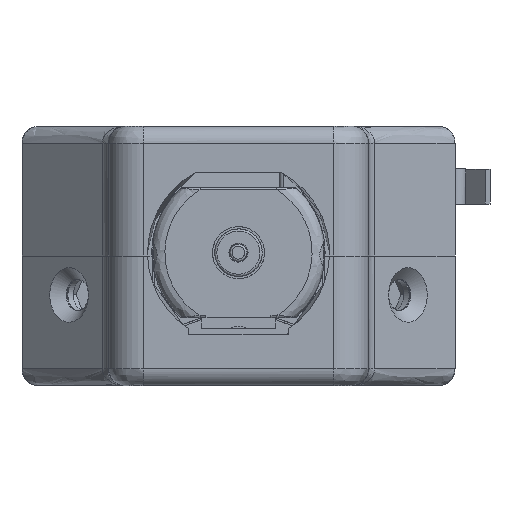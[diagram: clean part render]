
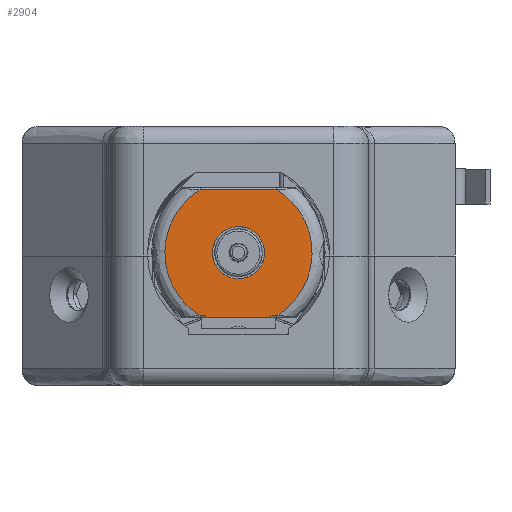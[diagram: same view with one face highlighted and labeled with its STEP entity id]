
A CAD part, front view. The second image highlights one B-rep face of the part: STEP entity #2904.
In plain terms, the highlighted free-form (B-spline) face has degree [1, 1] with [2, 2] control points.
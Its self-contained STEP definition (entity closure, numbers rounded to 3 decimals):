
#34 = VERTEX_POINT('',#35);
#35 = CARTESIAN_POINT('',(3.734,-60.65,0.478)
  );
#40 = EDGE_CURVE('',#34,#34,#41,.T.);
#41 = ( BOUNDED_CURVE() B_SPLINE_CURVE(2,(#42,#43,#44,#45,#46,#47,#48),
.UNSPECIFIED.,.T.,.F.) B_SPLINE_CURVE_WITH_KNOTS((1,2,2,2,2,1),(
    -2.094,0.,2.094,4.189,6.283,
8.378),.UNSPECIFIED.) CURVE() GEOMETRIC_REPRESENTATION_ITEM() 
RATIONAL_B_SPLINE_CURVE((1.,0.5,1.,0.5,1.,0.5,1.)) REPRESENTATION_ITEM(
  '') );
#42 = CARTESIAN_POINT('',(3.734,-60.65,0.478)
  );
#43 = CARTESIAN_POINT('',(3.734,-60.65,-6.004
    ));
#44 = CARTESIAN_POINT('',(-1.88,-60.65,
    -2.763));
#45 = CARTESIAN_POINT('',(-7.494,-60.65,0.478
    ));
#46 = CARTESIAN_POINT('',(-1.88,-60.65,3.72
    ));
#47 = CARTESIAN_POINT('',(3.734,-60.65,6.961)
  );
#48 = CARTESIAN_POINT('',(3.734,-60.65,0.478)
  );
#2881 = VERTEX_POINT('',#2882);
#2882 = CARTESIAN_POINT('',(-4.687,-60.65,
    -8.878));
#2887 = EDGE_CURVE('',#2888,#2881,#2890,.T.);
#2888 = VERTEX_POINT('',#2889);
#2889 = CARTESIAN_POINT('',(-4.687,-60.65,
    -8.566));
#2890 = B_SPLINE_CURVE_WITH_KNOTS('',1,(#2891,#2892),.UNSPECIFIED.,.F.,
  .F.,(2,2),(0.,0.25),.PIECEWISE_BEZIER_KNOTS.);
#2891 = CARTESIAN_POINT('',(-4.687,-60.65,
    -8.566));
#2892 = CARTESIAN_POINT('',(-4.687,-60.65,
    -8.878));
#2904 = ADVANCED_FACE('',(#2905,#2957),#2960,.T.);
#2905 = FACE_BOUND('',#2906,.T.);
#2906 = EDGE_LOOP('',(#2907,#2914,#2921,#2928,#2936,#2943,#2951,#2956));
#2907 = ORIENTED_EDGE('',*,*,#2908,.T.);
#2908 = EDGE_CURVE('',#2881,#2909,#2911,.T.);
#2909 = VERTEX_POINT('',#2910);
#2910 = CARTESIAN_POINT('',(4.67,-60.65,
    -8.878));
#2911 = B_SPLINE_CURVE_WITH_KNOTS('',1,(#2912,#2913),.UNSPECIFIED.,.F.,
  .F.,(2,2),(0.,7.5),.PIECEWISE_BEZIER_KNOTS.);
#2912 = CARTESIAN_POINT('',(-4.687,-60.65,
    -8.878));
#2913 = CARTESIAN_POINT('',(4.67,-60.65,
    -8.878));
#2914 = ORIENTED_EDGE('',*,*,#2915,.T.);
#2915 = EDGE_CURVE('',#2909,#2916,#2918,.T.);
#2916 = VERTEX_POINT('',#2917);
#2917 = CARTESIAN_POINT('',(4.67,-60.65,
    -8.566));
#2918 = B_SPLINE_CURVE_WITH_KNOTS('',1,(#2919,#2920),.UNSPECIFIED.,.F.,
  .F.,(2,2),(0.,0.25),.PIECEWISE_BEZIER_KNOTS.);
#2919 = CARTESIAN_POINT('',(4.67,-60.65,
    -8.878));
#2920 = CARTESIAN_POINT('',(4.67,-60.65,
    -8.566));
#2921 = ORIENTED_EDGE('',*,*,#2922,.F.);
#2922 = EDGE_CURVE('',#2923,#2916,#2925,.T.);
#2923 = VERTEX_POINT('',#2924);
#2924 = CARTESIAN_POINT('',(5.527,-60.65,
    -8.566));
#2925 = B_SPLINE_CURVE_WITH_KNOTS('',1,(#2926,#2927),.UNSPECIFIED.,.F.,
  .F.,(2,2),(0.,0.687),.PIECEWISE_BEZIER_KNOTS.);
#2926 = CARTESIAN_POINT('',(5.527,-60.65,
    -8.566));
#2927 = CARTESIAN_POINT('',(4.67,-60.65,
    -8.566));
#2928 = ORIENTED_EDGE('',*,*,#2929,.F.);
#2929 = EDGE_CURVE('',#2930,#2923,#2932,.T.);
#2930 = VERTEX_POINT('',#2931);
#2931 = CARTESIAN_POINT('',(5.527,-60.65,
    9.523));
#2932 = ( BOUNDED_CURVE() B_SPLINE_CURVE(2,(#2933,#2934,#2935),
.UNSPECIFIED.,.F.,.F.) B_SPLINE_CURVE_WITH_KNOTS((3,3),(4.24,
6.283),.PIECEWISE_BEZIER_KNOTS.) CURVE() 
GEOMETRIC_REPRESENTATION_ITEM() RATIONAL_B_SPLINE_CURVE((1.,
0.522,1.)) REPRESENTATION_ITEM('') );
#2933 = CARTESIAN_POINT('',(5.527,-60.65,
    9.523));
#2934 = CARTESIAN_POINT('',(20.305,-60.65,
    0.478));
#2935 = CARTESIAN_POINT('',(5.527,-60.65,
    -8.566));
#2936 = ORIENTED_EDGE('',*,*,#2937,.F.);
#2937 = EDGE_CURVE('',#2938,#2930,#2940,.T.);
#2938 = VERTEX_POINT('',#2939);
#2939 = CARTESIAN_POINT('',(-5.544,-60.65,
    9.523));
#2940 = B_SPLINE_CURVE_WITH_KNOTS('',1,(#2941,#2942),.UNSPECIFIED.,.F.,
  .F.,(2,2),(0.,8.874),.PIECEWISE_BEZIER_KNOTS.);
#2941 = CARTESIAN_POINT('',(-5.544,-60.65,
    9.523));
#2942 = CARTESIAN_POINT('',(5.527,-60.65,
    9.523));
#2943 = ORIENTED_EDGE('',*,*,#2944,.F.);
#2944 = EDGE_CURVE('',#2945,#2938,#2947,.T.);
#2945 = VERTEX_POINT('',#2946);
#2946 = CARTESIAN_POINT('',(-5.544,-60.65,
    -8.568));
#2947 = ( BOUNDED_CURVE() B_SPLINE_CURVE(2,(#2948,#2949,#2950),
.UNSPECIFIED.,.F.,.F.) B_SPLINE_CURVE_WITH_KNOTS((3,3),(4.24,
6.283),.PIECEWISE_BEZIER_KNOTS.) CURVE() 
GEOMETRIC_REPRESENTATION_ITEM() RATIONAL_B_SPLINE_CURVE((1.,
0.522,1.)) REPRESENTATION_ITEM('') );
#2948 = CARTESIAN_POINT('',(-5.543,-60.65,
    -8.567));
#2949 = CARTESIAN_POINT('',(-20.324,-60.65,0.477
    ));
#2950 = CARTESIAN_POINT('',(-5.544,-60.65,
    9.523));
#2951 = ORIENTED_EDGE('',*,*,#2952,.F.);
#2952 = EDGE_CURVE('',#2888,#2945,#2953,.T.);
#2953 = B_SPLINE_CURVE_WITH_KNOTS('',1,(#2954,#2955),.UNSPECIFIED.,.F.,
  .F.,(2,2),(0.,0.687),.PIECEWISE_BEZIER_KNOTS.);
#2954 = CARTESIAN_POINT('',(-4.687,-60.65,
    -8.566));
#2955 = CARTESIAN_POINT('',(-5.544,-60.65,
    -8.566));
#2956 = ORIENTED_EDGE('',*,*,#2887,.T.);
#2957 = FACE_BOUND('',#2958,.T.);
#2958 = EDGE_LOOP('',(#2959));
#2959 = ORIENTED_EDGE('',*,*,#40,.T.);
#2960 = B_SPLINE_SURFACE_WITH_KNOTS('',1,1,(
    (#2961,#2962)
    ,(#2963,#2964
    )),.UNSPECIFIED.,.F.,.F.,.F.,(2,2),(2,2),(-8.5,8.5),(-15.494
    ,-0.744),.PIECEWISE_BEZIER_KNOTS.);
#2961 = CARTESIAN_POINT('',(10.595,-60.65,
    9.523));
#2962 = CARTESIAN_POINT('',(10.595,-60.65,
    -8.878));
#2963 = CARTESIAN_POINT('',(-10.612,-60.65,
    9.523));
#2964 = CARTESIAN_POINT('',(-10.612,-60.65,
    -8.878));
